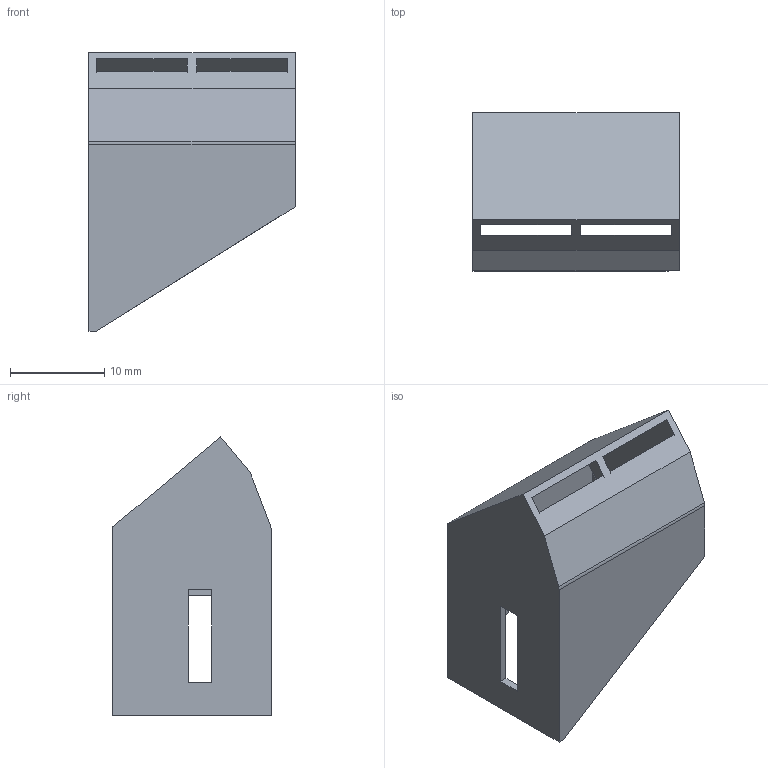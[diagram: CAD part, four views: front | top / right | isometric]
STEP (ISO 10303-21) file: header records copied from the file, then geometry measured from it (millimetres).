
FILE_DESCRIPTION(/* description */ (''),/* implementation_level */ '2;1');
FILE_NAME(/* name */ 'fam duct.stp',/* time_stamp */ '2018-09-14T13:11:23+02:00',/* author */ ('petrz'),/* organization */ (''),/* preprocessor_version */ 'ST-DEVELOPER v17',/* originating_system */ 'Autodesk Inventor 2019',/* authorisation */ '');
FILE_SCHEMA (('AUTOMOTIVE_DESIGN { 1 0 10303 214 3 1 1 }'));
Length unit declared in the file: millimetre
Products named in the file (1): fam duct
Bounding box: 21.9 x 16.8 x 29.56 mm (x, y, z)
Volume: 1275.9 mm3; surface area: 3366.6 mm2
Topology: 1 solids, 1 shells, 28 faces, 81 edges, 53 vertices
Faces by surface type: plane 23, cylinder 5
Entity records: 963 total; most frequent: CARTESIAN_POINT 163, ORIENTED_EDGE 162, DIRECTION 150, EDGE_CURVE 81, LINE 70, VECTOR 70, VERTEX_POINT 53, AXIS2_PLACEMENT_3D 40
